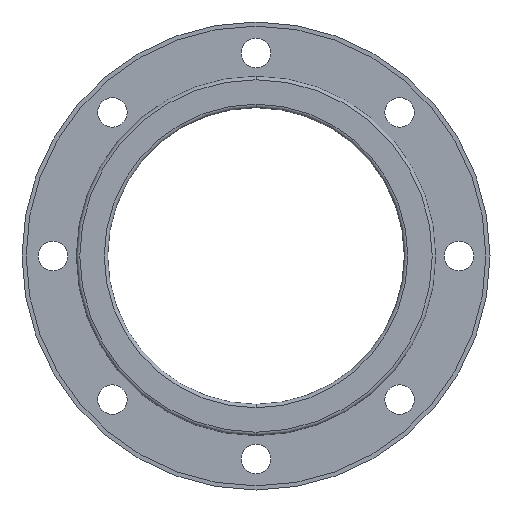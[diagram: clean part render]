
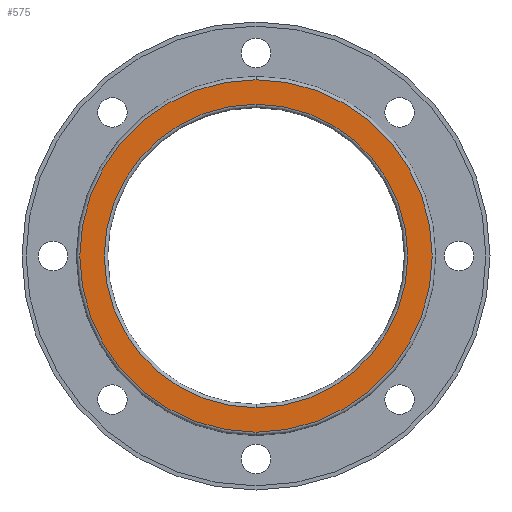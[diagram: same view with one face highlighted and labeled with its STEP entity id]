
A CAD part, front view. The second image highlights one B-rep face of the part: STEP entity #575.
In plain terms, the highlighted planar face has unit normal (0, -1, 0).
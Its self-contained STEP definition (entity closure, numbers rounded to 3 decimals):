
#1 = EDGE_CURVE ( 'NONE', #334, #282, #592, .T. ) ;
#143 = CARTESIAN_POINT ( 'NONE',  ( 0., -2.5, 110.24 ) ) ;
#190 = DIRECTION ( 'NONE',  ( 0., 0., 1. ) ) ;
#201 = FACE_BOUND ( 'NONE', #657, .T. ) ;
#223 = PLANE ( 'NONE',  #859 ) ;
#252 = DIRECTION ( 'NONE',  ( 0., 1., 0. ) ) ;
#268 = EDGE_CURVE ( 'NONE', #282, #334, #1212, .T. ) ;
#282 = VERTEX_POINT ( 'NONE', #1311 ) ;
#302 = DIRECTION ( 'NONE',  ( 0., 0., 1. ) ) ;
#334 = VERTEX_POINT ( 'NONE', #143 ) ;
#338 = FACE_OUTER_BOUND ( 'NONE', #1472, .T. ) ;
#380 = ORIENTED_EDGE ( 'NONE', *, *, #268, .T. ) ;
#381 = ORIENTED_EDGE ( 'NONE', *, *, #1068, .F. ) ;
#434 = DIRECTION ( 'NONE',  ( 0., 1., 0. ) ) ;
#443 = CARTESIAN_POINT ( 'NONE',  ( 0., -2.5, -128. ) ) ;
#499 = AXIS2_PLACEMENT_3D ( 'NONE', #1383, #252, #1260 ) ;
#554 = CARTESIAN_POINT ( 'NONE',  ( 0., -2.5, 0. ) ) ;
#575 = ADVANCED_FACE ( 'NONE', ( #338, #201 ), #223, .F. ) ;
#578 = DIRECTION ( 'NONE',  ( 0., 1., 0. ) ) ;
#586 = DIRECTION ( 'NONE',  ( 0., 0., 1. ) ) ;
#592 = CIRCLE ( 'NONE', #1508, 110.24 ) ;
#657 = EDGE_LOOP ( 'NONE', ( #1113, #380 ) ) ;
#701 = CIRCLE ( 'NONE', #1356, 128. ) ;
#827 = DIRECTION ( 'NONE',  ( 0., 1., 0. ) ) ;
#859 = AXIS2_PLACEMENT_3D ( 'NONE', #1563, #434, #953 ) ;
#953 = DIRECTION ( 'NONE',  ( 0., 0., 1. ) ) ;
#999 = CARTESIAN_POINT ( 'NONE',  ( 0., -2.5, 0. ) ) ;
#1068 = EDGE_CURVE ( 'NONE', #1110, #1240, #701, .T. ) ;
#1072 = CARTESIAN_POINT ( 'NONE',  ( 0., -2.5, 0. ) ) ;
#1110 = VERTEX_POINT ( 'NONE', #1555 ) ;
#1113 = ORIENTED_EDGE ( 'NONE', *, *, #1, .T. ) ;
#1156 = AXIS2_PLACEMENT_3D ( 'NONE', #999, #1500, #302 ) ;
#1179 = CIRCLE ( 'NONE', #1156, 128. ) ;
#1212 = CIRCLE ( 'NONE', #499, 110.24 ) ;
#1240 = VERTEX_POINT ( 'NONE', #443 ) ;
#1260 = DIRECTION ( 'NONE',  ( 0., 0., 1. ) ) ;
#1311 = CARTESIAN_POINT ( 'NONE',  ( 0., -2.5, -110.24 ) ) ;
#1349 = ORIENTED_EDGE ( 'NONE', *, *, #1444, .F. ) ;
#1356 = AXIS2_PLACEMENT_3D ( 'NONE', #554, #827, #190 ) ;
#1383 = CARTESIAN_POINT ( 'NONE',  ( 0., -2.5, 0. ) ) ;
#1444 = EDGE_CURVE ( 'NONE', #1240, #1110, #1179, .T. ) ;
#1472 = EDGE_LOOP ( 'NONE', ( #381, #1349 ) ) ;
#1500 = DIRECTION ( 'NONE',  ( 0., 1., 0. ) ) ;
#1508 = AXIS2_PLACEMENT_3D ( 'NONE', #1072, #578, #586 ) ;
#1555 = CARTESIAN_POINT ( 'NONE',  ( 0., -2.5, 128. ) ) ;
#1563 = CARTESIAN_POINT ( 'NONE',  ( 0., -2.5, 0. ) ) ;
